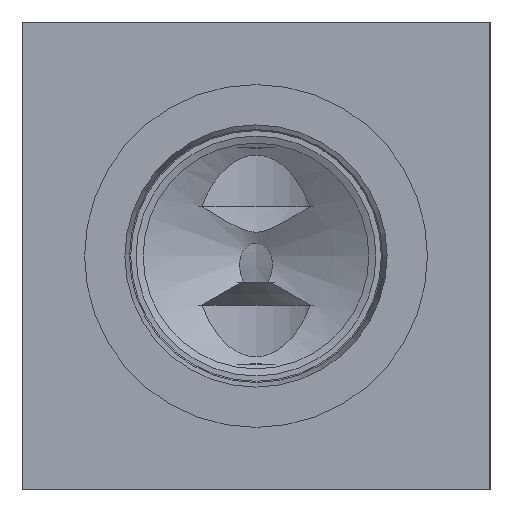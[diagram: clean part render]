
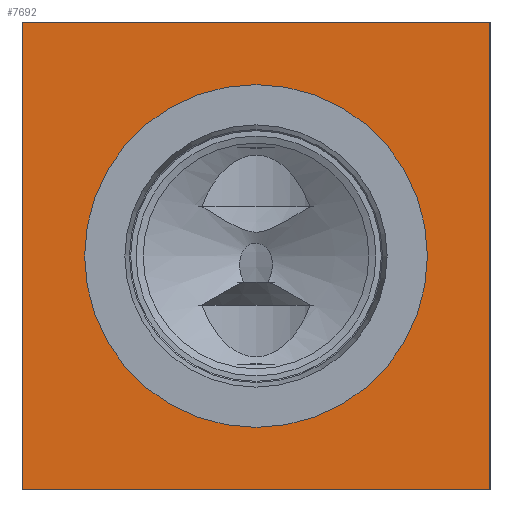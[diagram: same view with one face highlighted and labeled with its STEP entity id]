
A CAD part, left-side view. The second image highlights one B-rep face of the part: STEP entity #7692.
In plain terms, the highlighted planar face has unit normal (-1, 0, 0).
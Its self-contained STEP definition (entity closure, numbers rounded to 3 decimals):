
#196=CIRCLE('',#8110,32.563);
#197=CIRCLE('',#8111,32.563);
#250=FACE_BOUND('',#1408,.T.);
#973=FACE_OUTER_BOUND('',#1407,.T.);
#1407=EDGE_LOOP('',(#6740,#6741,#6742,#6743));
#1408=EDGE_LOOP('',(#6744,#6745));
#1694=LINE('',#11835,#2408);
#2129=LINE('',#13392,#2843);
#2130=LINE('',#13393,#2844);
#2131=LINE('',#13394,#2845);
#2408=VECTOR('',#8541,10.);
#2843=VECTOR('',#9664,10.);
#2844=VECTOR('',#9665,10.);
#2845=VECTOR('',#9666,10.);
#3155=VERTEX_POINT('',#11828);
#3158=VERTEX_POINT('',#11833);
#3552=VERTEX_POINT('',#13361);
#3553=VERTEX_POINT('',#13362);
#3562=VERTEX_POINT('',#13390);
#3563=VERTEX_POINT('',#13391);
#4025=EDGE_CURVE('',#3158,#3155,#1694,.T.);
#4615=EDGE_CURVE('',#3552,#3553,#196,.T.);
#4616=EDGE_CURVE('',#3553,#3552,#197,.T.);
#4629=EDGE_CURVE('',#3562,#3563,#2129,.T.);
#4630=EDGE_CURVE('',#3563,#3155,#2130,.T.);
#4631=EDGE_CURVE('',#3562,#3158,#2131,.T.);
#6740=ORIENTED_EDGE('',*,*,#4629,.T.);
#6741=ORIENTED_EDGE('',*,*,#4630,.T.);
#6742=ORIENTED_EDGE('',*,*,#4025,.F.);
#6743=ORIENTED_EDGE('',*,*,#4631,.F.);
#6744=ORIENTED_EDGE('',*,*,#4615,.T.);
#6745=ORIENTED_EDGE('',*,*,#4616,.T.);
#6999=PLANE('',#8124);
#7692=ADVANCED_FACE('',(#973,#250),#6999,.T.);
#8110=AXIS2_PLACEMENT_3D('',#13363,#9630,#9631);
#8111=AXIS2_PLACEMENT_3D('',#13364,#9632,#9633);
#8124=AXIS2_PLACEMENT_3D('',#13389,#9662,#9663);
#8541=DIRECTION('',(0.,-1.,0.));
#9630=DIRECTION('center_axis',(1.,0.,0.));
#9631=DIRECTION('ref_axis',(0.,0.,1.));
#9632=DIRECTION('center_axis',(1.,0.,0.));
#9633=DIRECTION('ref_axis',(0.,0.,1.));
#9662=DIRECTION('center_axis',(-1.,0.,0.));
#9663=DIRECTION('ref_axis',(0.,-1.,0.));
#9664=DIRECTION('',(0.,-1.,0.));
#9665=DIRECTION('',(0.,0.,1.));
#9666=DIRECTION('',(0.,0.,1.));
#11828=CARTESIAN_POINT('',(0.,0.,88.9));
#11833=CARTESIAN_POINT('',(0.,88.9,88.9));
#11835=CARTESIAN_POINT('',(0.,88.9,88.9));
#13361=CARTESIAN_POINT('',(0.,44.45,77.013));
#13362=CARTESIAN_POINT('',(0.,44.45,11.887));
#13363=CARTESIAN_POINT('Origin',(0.,44.45,44.45));
#13364=CARTESIAN_POINT('Origin',(0.,44.45,44.45));
#13389=CARTESIAN_POINT('Origin',(0.,88.9,0.));
#13390=CARTESIAN_POINT('',(0.,88.9,0.));
#13391=CARTESIAN_POINT('',(0.,0.,0.));
#13392=CARTESIAN_POINT('',(0.,88.9,0.));
#13393=CARTESIAN_POINT('',(0.,0.,0.));
#13394=CARTESIAN_POINT('',(0.,88.9,0.));
